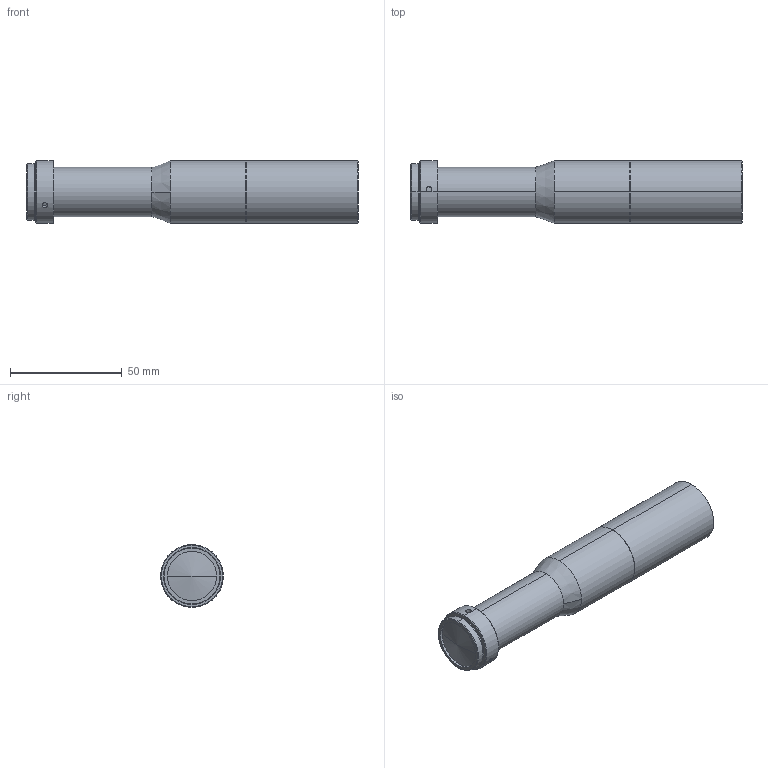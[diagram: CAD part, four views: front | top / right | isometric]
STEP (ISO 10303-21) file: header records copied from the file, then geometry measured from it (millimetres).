
FILE_DESCRIPTION (( 'STEP AP203' ), '1' );
FILE_NAME ('WH03-130A-120.STEP', '2019-12-02T08:49:12', ( 'Windows 蚚誧' ), ( '' ), 'SwSTEP 2.0', 'SolidWorks 2017', '' );
FILE_SCHEMA (( 'CONFIG_CONTROL_DESIGN' ));
Length unit declared in the file: millimetre
Products named in the file (1): WH03-130A-120
Bounding box: 148.24 x 28 x 28 mm (x, y, z)
Volume: 78624.2 mm3; surface area: 13839.2 mm2
Topology: 1 solids, 1 shells, 49 faces, 106 edges, 64 vertices
Faces by surface type: cylinder 22, cone 21, plane 6
Entity records: 1567 total; most frequent: CARTESIAN_POINT 420, DIRECTION 240, ORIENTED_EDGE 204, EDGE_CURVE 102, AXIS2_PLACEMENT_3D 100, VERTEX_POINT 64, EDGE_LOOP 58, CIRCLE 50
